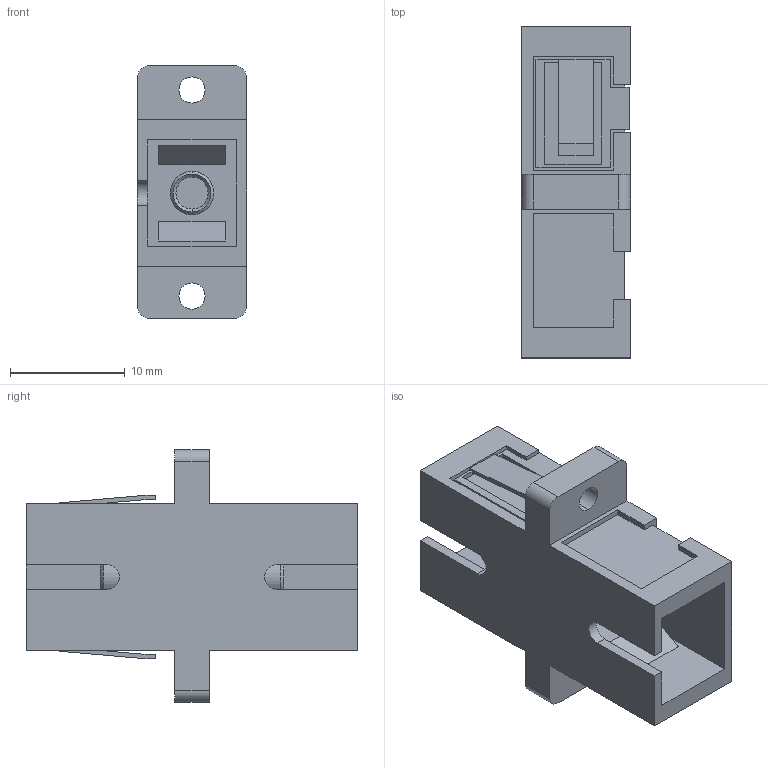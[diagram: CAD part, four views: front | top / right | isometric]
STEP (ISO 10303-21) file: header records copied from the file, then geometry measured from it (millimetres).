
FILE_DESCRIPTION (( 'STEP AP214' ), '1' );
FILE_NAME ('FOA-002A.STEP', '2019-01-08T13:03:12', ( '' ), ( '' ), 'SwSTEP 2.0', 'SolidWorks 2017', '' );
FILE_SCHEMA (( 'AUTOMOTIVE_DESIGN' ));
Length unit declared in the file: inch
Products named in the file (2): FOA-002A; FOA-002
Assembly tree (1 placements, depth 2):
  FOA-002A
    FOA-002
Bounding box: 9.53 x 28.96 x 22.05 mm (x, y, z)
Volume: 1948.4 mm3; surface area: 3582.5 mm2
Topology: 1 solids, 1 shells, 158 faces, 438 edges, 288 vertices
Faces by surface type: plane 132, cylinder 18, cone 8
Entity records: 5581 total; most frequent: CARTESIAN_POINT 888, ORIENTED_EDGE 876, DIRECTION 802, EDGE_CURVE 438, VECTOR 398, LINE 398, VERTEX_POINT 288, AXIS2_PLACEMENT_3D 202
